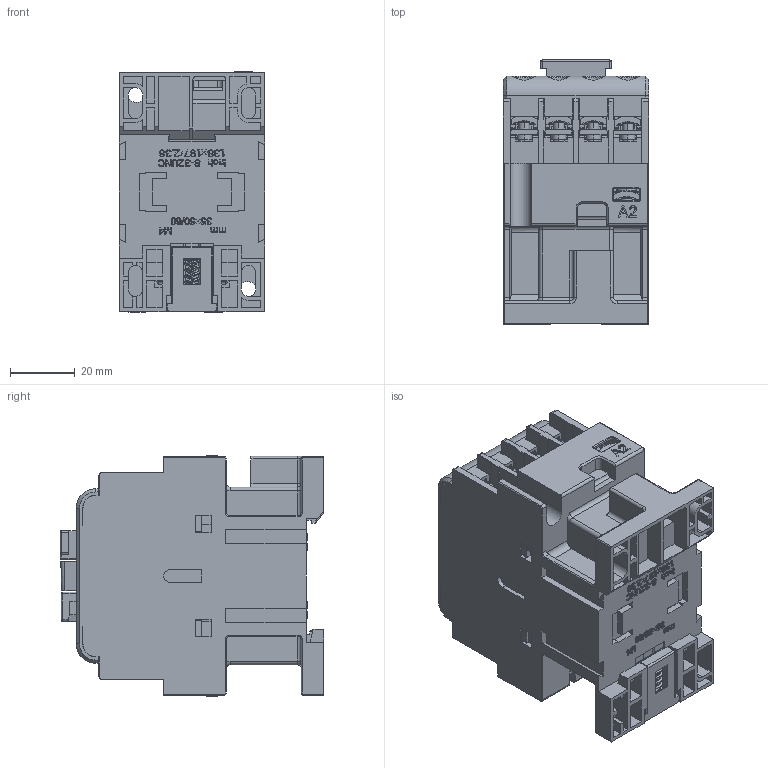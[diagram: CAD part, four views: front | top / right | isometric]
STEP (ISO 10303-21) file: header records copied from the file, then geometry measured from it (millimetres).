
FILE_DESCRIPTION((''),'2;1');
FILE_NAME('2400022300_SW0001','2020-06-03T',('yunfei.yang'),(''),'PRO/ENGINEER BY PARAMETRIC TECHNOLOGY CORPORATION, 2015440','PRO/ENGINEER BY PARAMETRIC TECHNOLOGY CORPORATION, 2015440','');
FILE_SCHEMA(('CONFIG_CONTROL_DESIGN'));
Products named in the file (1): 2400022300_SW0001
Bounding box: 45 x 81.6 x 74.4 mm (x, y, z)
Volume: 163599.1 mm3; surface area: 64731.9 mm2
Topology: 7 solids, 14 shells, 6075 faces, 16622 edges, 10686 vertices
Faces by surface type: plane 4658, cylinder 820, extrusion 206, torus 166, cone 112, bspline 92, sphere 21
Entity records: 204891 total; most frequent: CARTESIAN_POINT 51938, ORIENTED_EDGE 33244, DIRECTION 29201, EDGE_CURVE 16622, VECTOR 13475, LINE 13269, VERTEX_POINT 10686, AXIS2_PLACEMENT_3D 7863
